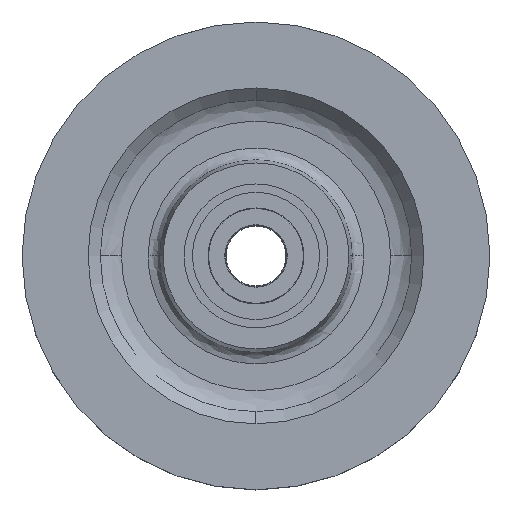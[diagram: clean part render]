
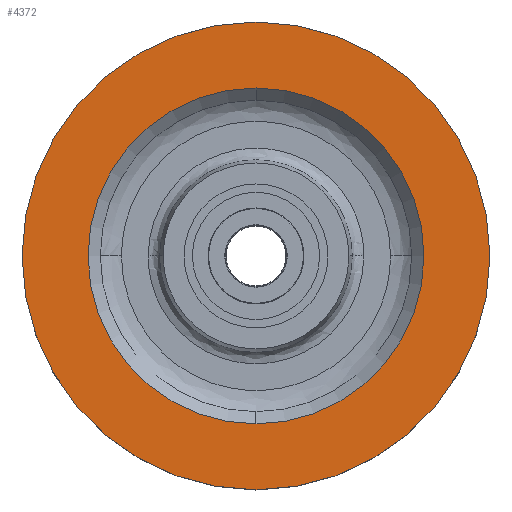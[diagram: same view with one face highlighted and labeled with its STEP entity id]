
A CAD part, top view. The second image highlights one B-rep face of the part: STEP entity #4372.
In plain terms, the highlighted planar face has unit normal (0, 0, 1).
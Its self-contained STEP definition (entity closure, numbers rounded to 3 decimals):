
#72 = CARTESIAN_POINT ( 'NONE',  ( -28., 0., 7.5 ) ) ;
#155 = EDGE_LOOP ( 'NONE', ( #5758, #3562 ) ) ;
#932 = VERTEX_POINT ( 'NONE', #5604 ) ;
#997 = DIRECTION ( 'NONE',  ( 1., 0., 0. ) ) ;
#1003 = EDGE_CURVE ( 'NONE', #4420, #932, #1403, .T. ) ;
#1150 = DIRECTION ( 'NONE',  ( 0., 1., 0. ) ) ;
#1403 = CIRCLE ( 'NONE', #5662, 39. ) ;
#1500 = CARTESIAN_POINT ( 'NONE',  ( 0., 0., 7.5 ) ) ;
#1701 = CARTESIAN_POINT ( 'NONE',  ( 0., 28., 7.5 ) ) ;
#2127 = DIRECTION ( 'NONE',  ( 0., 0., -1. ) ) ;
#2189 = FACE_BOUND ( 'NONE', #4166, .T. ) ;
#2267 = FACE_OUTER_BOUND ( 'NONE', #155, .T. ) ;
#2692 = DIRECTION ( 'NONE',  ( 0., 0., 1. ) ) ;
#2947 = AXIS2_PLACEMENT_3D ( 'NONE', #4894, #2127, #1150 ) ;
#2957 = DIRECTION ( 'NONE',  ( 1., 0., 0. ) ) ;
#3488 = EDGE_CURVE ( 'NONE', #5153, #4807, #5405, .T. ) ;
#3562 = ORIENTED_EDGE ( 'NONE', *, *, #3684, .T. ) ;
#3594 = CARTESIAN_POINT ( 'NONE',  ( 0., 0., 7.5 ) ) ;
#3684 = EDGE_CURVE ( 'NONE', #932, #4420, #5981, .T. ) ;
#3730 = PLANE ( 'NONE',  #5627 ) ;
#3778 = AXIS2_PLACEMENT_3D ( 'NONE', #3594, #2692, #4065 ) ;
#3873 = AXIS2_PLACEMENT_3D ( 'NONE', #5004, #4007, #4517 ) ;
#3952 = ORIENTED_EDGE ( 'NONE', *, *, #3978, .T. ) ;
#3978 = EDGE_CURVE ( 'NONE', #4807, #5153, #5731, .T. ) ;
#4007 = DIRECTION ( 'NONE',  ( 0., 0., -1. ) ) ;
#4065 = DIRECTION ( 'NONE',  ( 1., 0., 0. ) ) ;
#4166 = EDGE_LOOP ( 'NONE', ( #4358, #3952 ) ) ;
#4263 = CARTESIAN_POINT ( 'NONE',  ( 39., 0., 7.5 ) ) ;
#4358 = ORIENTED_EDGE ( 'NONE', *, *, #3488, .T. ) ;
#4372 = ADVANCED_FACE ( 'NONE', ( #2189, #2267 ), #3730, .T. ) ;
#4420 = VERTEX_POINT ( 'NONE', #4263 ) ;
#4517 = DIRECTION ( 'NONE',  ( 0., 1., 0. ) ) ;
#4595 = CARTESIAN_POINT ( 'NONE',  ( 0., -28., 7.5 ) ) ;
#4807 = VERTEX_POINT ( 'NONE', #4595 ) ;
#4840 = DIRECTION ( 'NONE',  ( 0., 0., 1. ) ) ;
#4894 = CARTESIAN_POINT ( 'NONE',  ( 0., 0., 7.5 ) ) ;
#5004 = CARTESIAN_POINT ( 'NONE',  ( 0., 0., 7.5 ) ) ;
#5153 = VERTEX_POINT ( 'NONE', #1701 ) ;
#5405 = CIRCLE ( 'NONE', #2947, 28. ) ;
#5604 = CARTESIAN_POINT ( 'NONE',  ( -39., 0., 7.5 ) ) ;
#5616 = DIRECTION ( 'NONE',  ( 0., 0., 1. ) ) ;
#5627 = AXIS2_PLACEMENT_3D ( 'NONE', #72, #5616, #997 ) ;
#5662 = AXIS2_PLACEMENT_3D ( 'NONE', #1500, #4840, #2957 ) ;
#5731 = CIRCLE ( 'NONE', #3873, 28. ) ;
#5758 = ORIENTED_EDGE ( 'NONE', *, *, #1003, .T. ) ;
#5981 = CIRCLE ( 'NONE', #3778, 39. ) ;
